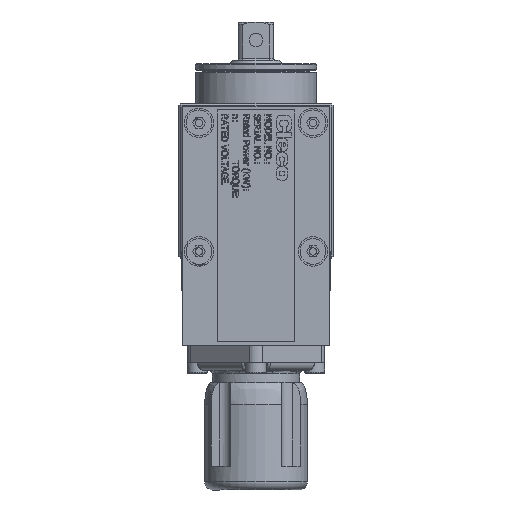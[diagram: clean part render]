
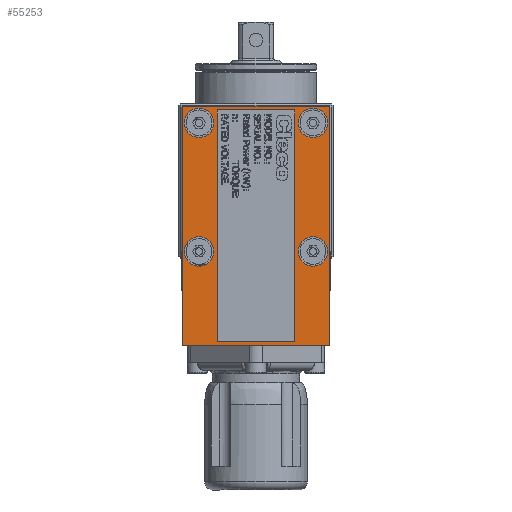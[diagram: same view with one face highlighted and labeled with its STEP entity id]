
A CAD part, top view. The second image highlights one B-rep face of the part: STEP entity #55253.
In plain terms, the highlighted planar face has unit normal (0, 0, 1).
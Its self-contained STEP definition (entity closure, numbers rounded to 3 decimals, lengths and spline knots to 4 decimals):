
#1369=FACE_BOUND('',#18624,.T.);
#1370=FACE_BOUND('',#18625,.T.);
#1371=FACE_BOUND('',#18626,.T.);
#1372=FACE_BOUND('',#18627,.T.);
#1373=FACE_BOUND('',#18628,.T.);
#2443=PLANE('',#58884);
#7131=LINE('',#90904,#11443);
#7133=LINE('',#90908,#11445);
#7135=LINE('',#90912,#11447);
#7137=LINE('',#90915,#11449);
#7426=LINE('',#93878,#11738);
#7433=LINE('',#93936,#11745);
#7437=LINE('',#93944,#11749);
#7440=LINE('',#93949,#11752);
#11443=VECTOR('',#67006,1.);
#11445=VECTOR('',#67010,1.);
#11447=VECTOR('',#67014,1.);
#11449=VECTOR('',#67018,1.);
#11738=VECTOR('',#68179,1.);
#11745=VECTOR('',#68244,1.);
#11749=VECTOR('',#68250,1.);
#11752=VECTOR('',#68255,1.);
#15555=FACE_OUTER_BOUND('',#18623,.T.);
#18623=EDGE_LOOP('',(#44274,#44275,#44276,#44277));
#18624=EDGE_LOOP('',(#44278,#44279,#44280,#44281));
#18625=EDGE_LOOP('',(#44282,#44283));
#18626=EDGE_LOOP('',(#44284,#44285));
#18627=EDGE_LOOP('',(#44286,#44287));
#18628=EDGE_LOOP('',(#44288,#44289));
#20994=CIRCLE('',#58857,0.4);
#20995=CIRCLE('',#58858,0.4);
#21000=CIRCLE('',#58865,0.4);
#21001=CIRCLE('',#58866,0.4);
#21006=CIRCLE('',#58873,0.4);
#21007=CIRCLE('',#58874,0.4);
#21010=CIRCLE('',#58879,0.4);
#21011=CIRCLE('',#58880,0.4);
#24687=VERTEX_POINT('',#90901);
#24688=VERTEX_POINT('',#90903);
#24689=VERTEX_POINT('',#90907);
#24690=VERTEX_POINT('',#90911);
#25076=VERTEX_POINT('',#93875);
#25077=VERTEX_POINT('',#93877);
#25080=VERTEX_POINT('',#93886);
#25081=VERTEX_POINT('',#93887);
#25086=VERTEX_POINT('',#93901);
#25087=VERTEX_POINT('',#93902);
#25092=VERTEX_POINT('',#93916);
#25093=VERTEX_POINT('',#93917);
#25096=VERTEX_POINT('',#93927);
#25097=VERTEX_POINT('',#93928);
#25099=VERTEX_POINT('',#93935);
#25102=VERTEX_POINT('',#93943);
#31285=EDGE_CURVE('',#24688,#24687,#7131,.T.);
#31287=EDGE_CURVE('',#24689,#24688,#7133,.T.);
#31289=EDGE_CURVE('',#24690,#24689,#7135,.T.);
#31291=EDGE_CURVE('',#24687,#24690,#7137,.T.);
#31891=EDGE_CURVE('',#25076,#25077,#7426,.T.);
#31895=EDGE_CURVE('',#25080,#25081,#20994,.T.);
#31896=EDGE_CURVE('',#25081,#25080,#20995,.T.);
#31902=EDGE_CURVE('',#25086,#25087,#21000,.T.);
#31903=EDGE_CURVE('',#25087,#25086,#21001,.T.);
#31909=EDGE_CURVE('',#25092,#25093,#21006,.T.);
#31910=EDGE_CURVE('',#25093,#25092,#21007,.T.);
#31914=EDGE_CURVE('',#25096,#25097,#21010,.T.);
#31915=EDGE_CURVE('',#25097,#25096,#21011,.T.);
#31918=EDGE_CURVE('',#25099,#25077,#7433,.T.);
#31922=EDGE_CURVE('',#25102,#25099,#7437,.T.);
#31925=EDGE_CURVE('',#25102,#25076,#7440,.T.);
#44274=ORIENTED_EDGE('',*,*,#31925,.F.);
#44275=ORIENTED_EDGE('',*,*,#31922,.T.);
#44276=ORIENTED_EDGE('',*,*,#31918,.T.);
#44277=ORIENTED_EDGE('',*,*,#31891,.F.);
#44278=ORIENTED_EDGE('',*,*,#31285,.T.);
#44279=ORIENTED_EDGE('',*,*,#31291,.T.);
#44280=ORIENTED_EDGE('',*,*,#31289,.T.);
#44281=ORIENTED_EDGE('',*,*,#31287,.T.);
#44282=ORIENTED_EDGE('',*,*,#31895,.T.);
#44283=ORIENTED_EDGE('',*,*,#31896,.T.);
#44284=ORIENTED_EDGE('',*,*,#31902,.T.);
#44285=ORIENTED_EDGE('',*,*,#31903,.T.);
#44286=ORIENTED_EDGE('',*,*,#31909,.T.);
#44287=ORIENTED_EDGE('',*,*,#31910,.T.);
#44288=ORIENTED_EDGE('',*,*,#31914,.T.);
#44289=ORIENTED_EDGE('',*,*,#31915,.T.);
#55253=ADVANCED_FACE('',(#15555,#1369,#1370,#1371,#1372,#1373),#2443,.T.);
#58857=AXIS2_PLACEMENT_3D('',#93888,#68189,#68190);
#58858=AXIS2_PLACEMENT_3D('',#93889,#68191,#68192);
#58865=AXIS2_PLACEMENT_3D('',#93903,#68206,#68207);
#58866=AXIS2_PLACEMENT_3D('',#93904,#68208,#68209);
#58873=AXIS2_PLACEMENT_3D('',#93918,#68223,#68224);
#58874=AXIS2_PLACEMENT_3D('',#93919,#68225,#68226);
#58879=AXIS2_PLACEMENT_3D('',#93929,#68236,#68237);
#58880=AXIS2_PLACEMENT_3D('',#93930,#68238,#68239);
#58884=AXIS2_PLACEMENT_3D('',#93951,#68257,#68258);
#67006=DIRECTION('',(1.,0.,0.));
#67010=DIRECTION('',(0.,1.,0.));
#67014=DIRECTION('',(-1.,0.,0.));
#67018=DIRECTION('',(0.,-1.,0.));
#68179=DIRECTION('',(-1.,0.,0.));
#68189=DIRECTION('center_axis',(0.,0.,
-1.));
#68190=DIRECTION('ref_axis',(1.,0.,0.));
#68191=DIRECTION('center_axis',(0.,0.,
-1.));
#68192=DIRECTION('ref_axis',(1.,0.,0.));
#68206=DIRECTION('center_axis',(0.,0.,
-1.));
#68207=DIRECTION('ref_axis',(-1.,0.,0.));
#68208=DIRECTION('center_axis',(0.,0.,
-1.));
#68209=DIRECTION('ref_axis',(-1.,0.,0.));
#68223=DIRECTION('center_axis',(0.,0.,
-1.));
#68224=DIRECTION('ref_axis',(1.,0.,0.));
#68225=DIRECTION('center_axis',(0.,0.,
-1.));
#68226=DIRECTION('ref_axis',(1.,0.,0.));
#68236=DIRECTION('center_axis',(0.,0.,
-1.));
#68237=DIRECTION('ref_axis',(-1.,0.,0.));
#68238=DIRECTION('center_axis',(0.,0.,
-1.));
#68239=DIRECTION('ref_axis',(-1.,0.,0.));
#68244=DIRECTION('',(0.,-1.,0.));
#68250=DIRECTION('',(-1.,0.,0.));
#68255=DIRECTION('',(0.,-1.,0.));
#68257=DIRECTION('center_axis',(0.,0.,
1.));
#68258=DIRECTION('ref_axis',(-1.,0.,0.));
#90901=CARTESIAN_POINT('',(1.05,1.9,11.1));
#90903=CARTESIAN_POINT('',(-1.05,1.9,11.1));
#90904=CARTESIAN_POINT('',(-0.525,1.9,11.1));
#90907=CARTESIAN_POINT('',(-1.05,-4.4,11.1));
#90908=CARTESIAN_POINT('',(-1.05,-2.7,11.1));
#90911=CARTESIAN_POINT('',(1.05,-4.4,11.1));
#90912=CARTESIAN_POINT('',(0.525,-4.4,11.1));
#90915=CARTESIAN_POINT('',(1.05,0.45,11.1));
#93875=CARTESIAN_POINT('',(2.,-4.5,11.1));
#93877=CARTESIAN_POINT('',(-2.,-4.5,11.1));
#93878=CARTESIAN_POINT('',(2.,-4.5,11.1));
#93886=CARTESIAN_POINT('',(-1.15,-1.95,11.1));
#93887=CARTESIAN_POINT('',(-1.95,-1.95,11.1));
#93888=CARTESIAN_POINT('Origin',(-1.55,-1.95,11.1));
#93889=CARTESIAN_POINT('Origin',(-1.55,-1.95,11.1));
#93901=CARTESIAN_POINT('',(1.15,-1.95,11.1));
#93902=CARTESIAN_POINT('',(1.95,-1.95,11.1));
#93903=CARTESIAN_POINT('Origin',(1.55,-1.95,11.1));
#93904=CARTESIAN_POINT('Origin',(1.55,-1.95,11.1));
#93916=CARTESIAN_POINT('',(-1.15,1.55,11.1));
#93917=CARTESIAN_POINT('',(-1.95,1.55,11.1));
#93918=CARTESIAN_POINT('Origin',(-1.55,1.55,11.1));
#93919=CARTESIAN_POINT('Origin',(-1.55,1.55,11.1));
#93927=CARTESIAN_POINT('',(1.15,1.55,11.1));
#93928=CARTESIAN_POINT('',(1.95,1.55,11.1));
#93929=CARTESIAN_POINT('Origin',(1.55,1.55,11.1));
#93930=CARTESIAN_POINT('Origin',(1.55,1.55,11.1));
#93935=CARTESIAN_POINT('',(-2.,2.,11.1));
#93936=CARTESIAN_POINT('',(-2.,-4.,11.1));
#93943=CARTESIAN_POINT('',(2.,2.,11.1));
#93944=CARTESIAN_POINT('',(-2.,2.,11.1));
#93949=CARTESIAN_POINT('',(2.,-4.,11.1));
#93951=CARTESIAN_POINT('Origin',(0.,-1.,
11.1));
